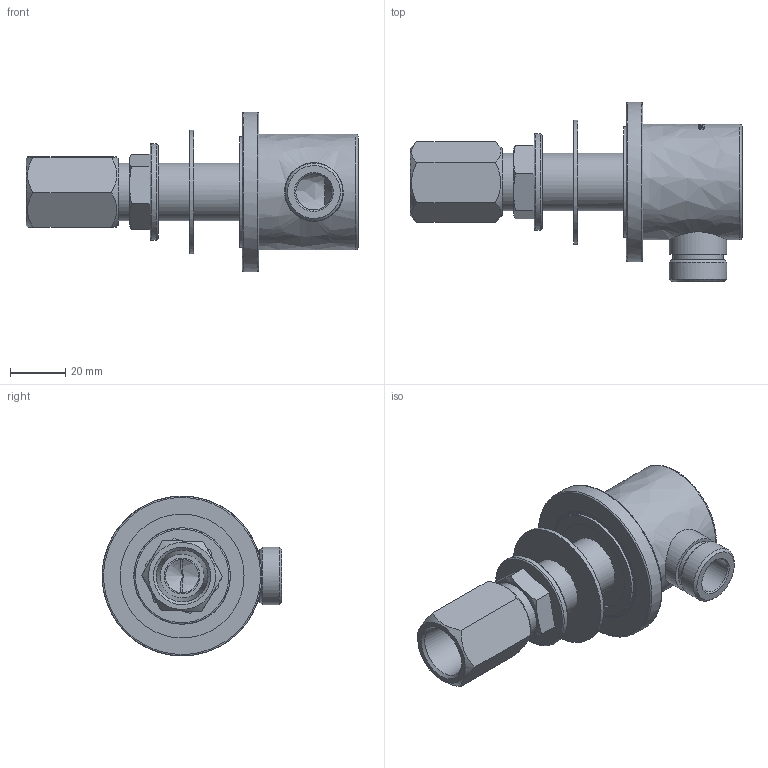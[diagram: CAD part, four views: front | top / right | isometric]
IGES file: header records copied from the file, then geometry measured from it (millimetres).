
Global section: file name: V164-A; native system: Autodesk Inventor 2018; preprocessor: unknown; author: mstonelake; date: 20190705.113318; units: millimetre
Bounding box: 120.51 x 65.2 x 57.99 mm (x, y, z)
Volume: 90006.3 mm3; surface area: 40377.2 mm2
Topology: 9 solids, 9 shells, 246 faces, 651 edges, 448 vertices
Faces by surface type: bspline 246
